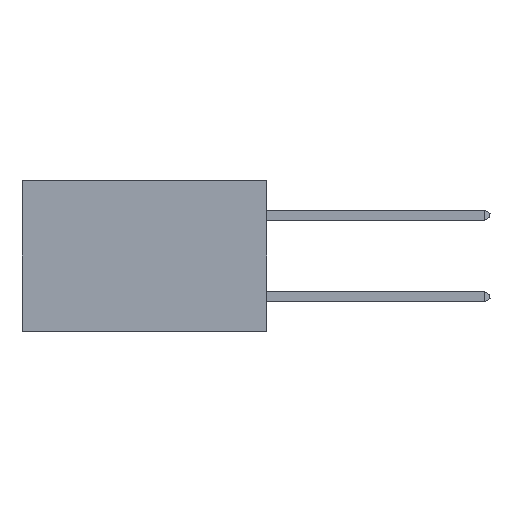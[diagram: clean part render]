
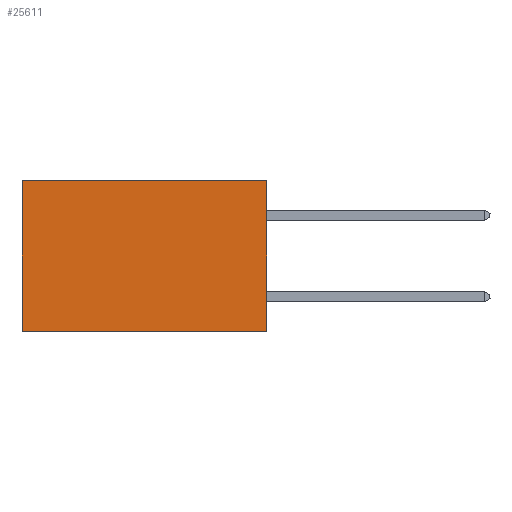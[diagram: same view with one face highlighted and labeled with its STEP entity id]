
A CAD part, left-side view. The second image highlights one B-rep face of the part: STEP entity #25611.
In plain terms, the highlighted planar face has unit normal (-1, 0, 0).
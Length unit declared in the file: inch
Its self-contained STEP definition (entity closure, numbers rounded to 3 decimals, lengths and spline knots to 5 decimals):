
#178 = ORIENTED_EDGE ( 'NONE', *, *, #28935, .F. ) ;
#870 = LINE ( 'NONE', #36781, #18169 ) ;
#1842 = ORIENTED_EDGE ( 'NONE', *, *, #20055, .T. ) ;
#3506 = VERTEX_POINT ( 'NONE', #18100 ) ;
#3808 = CARTESIAN_POINT ( 'NONE',  ( 0.2875, 0., 0. ) ) ;
#3943 = CARTESIAN_POINT ( 'NONE',  ( 0.2875, 0., 0. ) ) ;
#4264 = VERTEX_POINT ( 'NONE', #18477 ) ;
#7342 = DIRECTION ( 'NONE',  ( 1., 0., 0. ) ) ;
#9960 = CARTESIAN_POINT ( 'NONE',  ( 0.2875, 0., -0.37 ) ) ;
#12269 = LINE ( 'NONE', #9960, #38462 ) ;
#13448 = DIRECTION ( 'NONE',  ( 0., 1., 0. ) ) ;
#14425 = CARTESIAN_POINT ( 'NONE',  ( 0.2875, 0., 0. ) ) ;
#15252 = EDGE_CURVE ( 'NONE', #37123, #4264, #870, .T. ) ;
#16869 = AXIS2_PLACEMENT_3D ( 'NONE', #3808, #7342, #31294 ) ;
#17746 = EDGE_LOOP ( 'NONE', ( #17970, #178, #38139, #1842 ) ) ;
#17878 = DIRECTION ( 'NONE',  ( 0., 1., 0. ) ) ;
#17970 = ORIENTED_EDGE ( 'NONE', *, *, #27780, .T. ) ;
#18100 = CARTESIAN_POINT ( 'NONE',  ( 0.2875, 0.6, -0.37 ) ) ;
#18169 = VECTOR ( 'NONE', #40183, 39.37008 ) ;
#18477 = CARTESIAN_POINT ( 'NONE',  ( 0.2875, 0., -0.37 ) ) ;
#20055 = EDGE_CURVE ( 'NONE', #37123, #32831, #20443, .T. ) ;
#20443 = LINE ( 'NONE', #14425, #37559 ) ;
#21964 = VECTOR ( 'NONE', #31880, 39.37008 ) ;
#24430 = PLANE ( 'NONE',  #16869 ) ;
#25611 = ADVANCED_FACE ( 'NONE', ( #28521 ), #24430, .F. ) ;
#27780 = EDGE_CURVE ( 'NONE', #32831, #3506, #40141, .T. ) ;
#28443 = CARTESIAN_POINT ( 'NONE',  ( 0.2875, 0.6, 0. ) ) ;
#28521 = FACE_OUTER_BOUND ( 'NONE', #17746, .T. ) ;
#28935 = EDGE_CURVE ( 'NONE', #4264, #3506, #12269, .T. ) ;
#31294 = DIRECTION ( 'NONE',  ( 0., 0., -1. ) ) ;
#31880 = DIRECTION ( 'NONE',  ( 0., 0., -1. ) ) ;
#32831 = VERTEX_POINT ( 'NONE', #34772 ) ;
#34772 = CARTESIAN_POINT ( 'NONE',  ( 0.2875, 0.6, 0. ) ) ;
#36781 = CARTESIAN_POINT ( 'NONE',  ( 0.2875, 0., 0. ) ) ;
#37123 = VERTEX_POINT ( 'NONE', #3943 ) ;
#37559 = VECTOR ( 'NONE', #17878, 39.37008 ) ;
#38139 = ORIENTED_EDGE ( 'NONE', *, *, #15252, .F. ) ;
#38462 = VECTOR ( 'NONE', #13448, 39.37008 ) ;
#40141 = LINE ( 'NONE', #28443, #21964 ) ;
#40183 = DIRECTION ( 'NONE',  ( 0., 0., -1. ) ) ;
